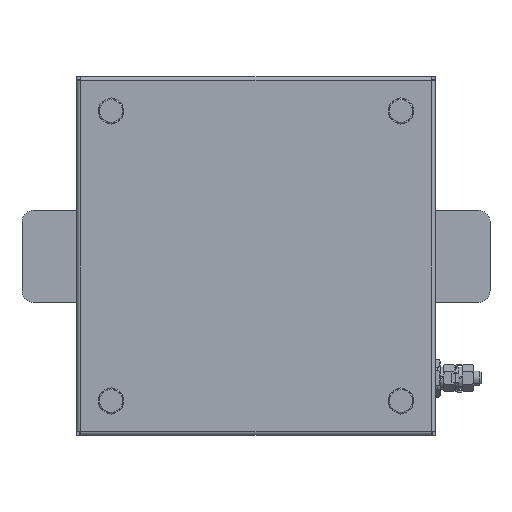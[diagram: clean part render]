
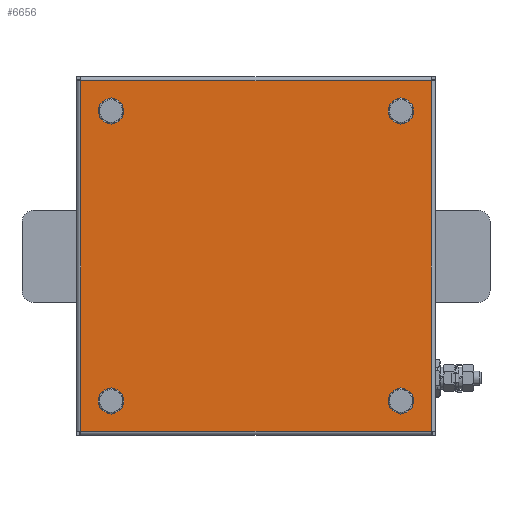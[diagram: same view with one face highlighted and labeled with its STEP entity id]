
A CAD part, top view. The second image highlights one B-rep face of the part: STEP entity #6656.
In plain terms, the highlighted planar face has unit normal (0, 0, 1).
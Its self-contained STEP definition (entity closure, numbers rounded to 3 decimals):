
#182=FACE_BOUND('',#2272,.T.);
#183=FACE_BOUND('',#2273,.T.);
#184=FACE_BOUND('',#2274,.T.);
#185=FACE_BOUND('',#2275,.T.);
#343=PLANE('',#7298);
#764=LINE('',#11040,#1281);
#765=LINE('',#11042,#1282);
#766=LINE('',#11044,#1283);
#767=LINE('',#11045,#1284);
#1281=VECTOR('',#8735,10.);
#1282=VECTOR('',#8736,10.);
#1283=VECTOR('',#8737,10.);
#1284=VECTOR('',#8738,10.);
#1860=FACE_OUTER_BOUND('',#2271,.T.);
#2271=EDGE_LOOP('',(#5355,#5356,#5357,#5358));
#2272=EDGE_LOOP('',(#5359));
#2273=EDGE_LOOP('',(#5360));
#2274=EDGE_LOOP('',(#5361));
#2275=EDGE_LOOP('',(#5362));
#2580=CIRCLE('',#7146,5.5);
#2584=CIRCLE('',#7152,5.5);
#2588=CIRCLE('',#7158,5.5);
#2592=CIRCLE('',#7164,5.5);
#2955=VERTEX_POINT('',#10532);
#2959=VERTEX_POINT('',#10543);
#2963=VERTEX_POINT('',#10554);
#2967=VERTEX_POINT('',#10565);
#3076=VERTEX_POINT('',#11038);
#3077=VERTEX_POINT('',#11039);
#3078=VERTEX_POINT('',#11041);
#3079=VERTEX_POINT('',#11043);
#3671=EDGE_CURVE('',#2955,#2955,#2580,.T.);
#3676=EDGE_CURVE('',#2959,#2959,#2584,.T.);
#3681=EDGE_CURVE('',#2963,#2963,#2588,.T.);
#3686=EDGE_CURVE('',#2967,#2967,#2592,.T.);
#3871=EDGE_CURVE('',#3076,#3077,#764,.T.);
#3872=EDGE_CURVE('',#3077,#3078,#765,.T.);
#3873=EDGE_CURVE('',#3078,#3079,#766,.T.);
#3874=EDGE_CURVE('',#3079,#3076,#767,.T.);
#5355=ORIENTED_EDGE('',*,*,#3871,.T.);
#5356=ORIENTED_EDGE('',*,*,#3872,.T.);
#5357=ORIENTED_EDGE('',*,*,#3873,.T.);
#5358=ORIENTED_EDGE('',*,*,#3874,.T.);
#5359=ORIENTED_EDGE('',*,*,#3671,.T.);
#5360=ORIENTED_EDGE('',*,*,#3676,.T.);
#5361=ORIENTED_EDGE('',*,*,#3681,.T.);
#5362=ORIENTED_EDGE('',*,*,#3686,.T.);
#6656=ADVANCED_FACE('',(#1860,#182,#183,#184,#185),#343,.T.);
#7146=AXIS2_PLACEMENT_3D('',#10534,#8342,#8343);
#7152=AXIS2_PLACEMENT_3D('',#10545,#8355,#8356);
#7158=AXIS2_PLACEMENT_3D('',#10556,#8368,#8369);
#7164=AXIS2_PLACEMENT_3D('',#10567,#8381,#8382);
#7298=AXIS2_PLACEMENT_3D('',#11037,#8733,#8734);
#8342=DIRECTION('center_axis',(0.,0.,
-1.));
#8343=DIRECTION('ref_axis',(-1.,0.,0.));
#8355=DIRECTION('center_axis',(0.,0.,
-1.));
#8356=DIRECTION('ref_axis',(-0.713,-0.701,0.));
#8368=DIRECTION('center_axis',(0.,0.,
-1.));
#8369=DIRECTION('ref_axis',(-0.925,0.381,0.));
#8381=DIRECTION('center_axis',(0.,0.,
-1.));
#8382=DIRECTION('ref_axis',(-0.998,-0.062,0.));
#8733=DIRECTION('center_axis',(0.,0.,
1.));
#8734=DIRECTION('ref_axis',(1.,0.,0.));
#8735=DIRECTION('',(1.,0.,0.));
#8736=DIRECTION('',(0.,1.,0.));
#8737=DIRECTION('',(-1.,0.,0.));
#8738=DIRECTION('',(0.,-1.,0.));
#10532=CARTESIAN_POINT('',(-57.5,-63.001,91.));
#10534=CARTESIAN_POINT('Origin',(-63.,-63.,91.));
#10543=CARTESIAN_POINT('',(66.921,66.857,91.));
#10545=CARTESIAN_POINT('Origin',(63.,63.,91.));
#10554=CARTESIAN_POINT('',(68.085,-65.095,91.));
#10556=CARTESIAN_POINT('Origin',(63.,-63.,91.));
#10565=CARTESIAN_POINT('',(-57.511,63.343,91.));
#10567=CARTESIAN_POINT('Origin',(-63.,63.,91.));
#11037=CARTESIAN_POINT('Origin',(0.,0.,
91.));
#11038=CARTESIAN_POINT('',(-76.25,-76.25,91.));
#11039=CARTESIAN_POINT('',(76.25,-76.25,91.));
#11040=CARTESIAN_POINT('',(-38.125,-76.25,91.));
#11041=CARTESIAN_POINT('',(76.25,76.25,91.));
#11042=CARTESIAN_POINT('',(76.25,-39.,91.));
#11043=CARTESIAN_POINT('',(-76.25,76.25,91.));
#11044=CARTESIAN_POINT('',(39.,76.25,91.));
#11045=CARTESIAN_POINT('',(-76.25,38.125,91.));
